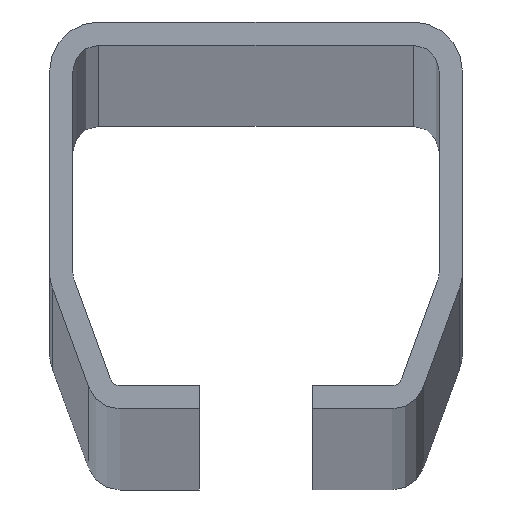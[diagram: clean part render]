
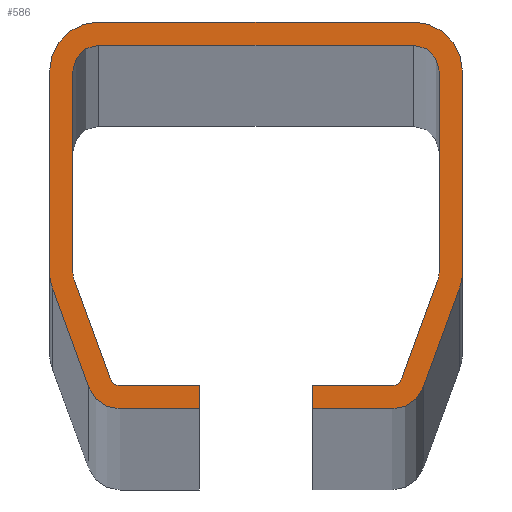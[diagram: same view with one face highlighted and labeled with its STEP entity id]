
A CAD part, top view. The second image highlights one B-rep face of the part: STEP entity #586.
In plain terms, the highlighted planar face has unit normal (0, 0, 1).
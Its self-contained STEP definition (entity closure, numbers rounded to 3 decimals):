
#32=PLANE('',#660);
#62=FACE_OUTER_BOUND('',#92,.T.);
#92=EDGE_LOOP('',(#517,#518,#519,#520,#521,#522,#523,#524,#525,#526,#527,
#528,#529,#530,#531,#532,#533,#534,#535,#536,#537,#538,#539,#540,#541,#542,
#543,#544));
#97=LINE('',#846,#157);
#115=LINE('',#906,#175);
#118=LINE('',#914,#178);
#121=LINE('',#923,#181);
#128=LINE('',#942,#188);
#131=LINE('',#950,#191);
#134=LINE('',#958,#194);
#137=LINE('',#966,#197);
#140=LINE('',#974,#200);
#143=LINE('',#982,#203);
#144=LINE('',#986,#204);
#147=LINE('',#990,#207);
#148=LINE('',#992,#208);
#149=LINE('',#995,#209);
#151=LINE('',#998,#211);
#152=LINE('',#1000,#212);
#157=VECTOR('',#675,10.);
#175=VECTOR('',#723,10.);
#178=VECTOR('',#732,10.);
#181=VECTOR('',#741,10.);
#188=VECTOR('',#762,10.);
#191=VECTOR('',#771,10.);
#194=VECTOR('',#780,10.);
#197=VECTOR('',#789,10.);
#200=VECTOR('',#798,10.);
#203=VECTOR('',#807,10.);
#204=VECTOR('',#810,10.);
#207=VECTOR('',#815,10.);
#208=VECTOR('',#818,10.);
#209=VECTOR('',#821,10.);
#211=VECTOR('',#825,10.);
#212=VECTOR('',#828,10.);
#213=CIRCLE('',#608,9.5);
#226=CIRCLE('',#624,9.5);
#227=CIRCLE('',#627,9.5);
#228=CIRCLE('',#630,9.5);
#229=CIRCLE('',#633,6.5);
#230=CIRCLE('',#635,6.5);
#231=CIRCLE('',#637,5.);
#232=CIRCLE('',#640,5.);
#233=CIRCLE('',#643,5.);
#234=CIRCLE('',#646,5.);
#235=CIRCLE('',#649,2.);
#236=CIRCLE('',#652,2.);
#237=VERTEX_POINT('',#833);
#238=VERTEX_POINT('',#834);
#242=VERTEX_POINT('',#844);
#268=VERTEX_POINT('',#900);
#269=VERTEX_POINT('',#904);
#270=VERTEX_POINT('',#908);
#271=VERTEX_POINT('',#912);
#272=VERTEX_POINT('',#916);
#273=VERTEX_POINT('',#917);
#274=VERTEX_POINT('',#922);
#275=VERTEX_POINT('',#926);
#276=VERTEX_POINT('',#930);
#277=VERTEX_POINT('',#934);
#278=VERTEX_POINT('',#936);
#279=VERTEX_POINT('',#940);
#280=VERTEX_POINT('',#944);
#281=VERTEX_POINT('',#946);
#282=VERTEX_POINT('',#952);
#283=VERTEX_POINT('',#954);
#284=VERTEX_POINT('',#960);
#285=VERTEX_POINT('',#962);
#286=VERTEX_POINT('',#968);
#287=VERTEX_POINT('',#970);
#288=VERTEX_POINT('',#976);
#289=VERTEX_POINT('',#980);
#290=VERTEX_POINT('',#984);
#291=VERTEX_POINT('',#985);
#292=VERTEX_POINT('',#994);
#293=EDGE_CURVE('',#237,#238,#213,.T.);
#299=EDGE_CURVE('',#242,#237,#97,.T.);
#326=EDGE_CURVE('',#268,#242,#226,.T.);
#329=EDGE_CURVE('',#269,#268,#115,.T.);
#330=EDGE_CURVE('',#270,#269,#227,.T.);
#333=EDGE_CURVE('',#271,#270,#118,.T.);
#334=EDGE_CURVE('',#272,#273,#228,.T.);
#337=EDGE_CURVE('',#273,#274,#121,.T.);
#339=EDGE_CURVE('',#274,#275,#229,.T.);
#341=EDGE_CURVE('',#276,#271,#230,.T.);
#344=EDGE_CURVE('',#277,#278,#231,.T.);
#347=EDGE_CURVE('',#279,#277,#128,.T.);
#349=EDGE_CURVE('',#280,#281,#232,.T.);
#351=EDGE_CURVE('',#278,#280,#131,.T.);
#353=EDGE_CURVE('',#282,#283,#233,.T.);
#355=EDGE_CURVE('',#281,#282,#134,.T.);
#357=EDGE_CURVE('',#284,#285,#234,.T.);
#359=EDGE_CURVE('',#283,#284,#137,.T.);
#361=EDGE_CURVE('',#286,#287,#235,.T.);
#363=EDGE_CURVE('',#285,#286,#140,.T.);
#365=EDGE_CURVE('',#288,#279,#236,.T.);
#367=EDGE_CURVE('',#289,#288,#143,.T.);
#368=EDGE_CURVE('',#290,#291,#144,.T.);
#371=EDGE_CURVE('',#291,#276,#147,.T.);
#372=EDGE_CURVE('',#238,#272,#148,.T.);
#373=EDGE_CURVE('',#275,#292,#149,.T.);
#375=EDGE_CURVE('',#292,#289,#151,.T.);
#376=EDGE_CURVE('',#287,#290,#152,.T.);
#517=ORIENTED_EDGE('',*,*,#293,.F.);
#518=ORIENTED_EDGE('',*,*,#299,.F.);
#519=ORIENTED_EDGE('',*,*,#326,.F.);
#520=ORIENTED_EDGE('',*,*,#329,.F.);
#521=ORIENTED_EDGE('',*,*,#330,.F.);
#522=ORIENTED_EDGE('',*,*,#333,.F.);
#523=ORIENTED_EDGE('',*,*,#341,.F.);
#524=ORIENTED_EDGE('',*,*,#371,.F.);
#525=ORIENTED_EDGE('',*,*,#368,.F.);
#526=ORIENTED_EDGE('',*,*,#376,.F.);
#527=ORIENTED_EDGE('',*,*,#361,.F.);
#528=ORIENTED_EDGE('',*,*,#363,.F.);
#529=ORIENTED_EDGE('',*,*,#357,.F.);
#530=ORIENTED_EDGE('',*,*,#359,.F.);
#531=ORIENTED_EDGE('',*,*,#353,.F.);
#532=ORIENTED_EDGE('',*,*,#355,.F.);
#533=ORIENTED_EDGE('',*,*,#349,.F.);
#534=ORIENTED_EDGE('',*,*,#351,.F.);
#535=ORIENTED_EDGE('',*,*,#344,.F.);
#536=ORIENTED_EDGE('',*,*,#347,.F.);
#537=ORIENTED_EDGE('',*,*,#365,.F.);
#538=ORIENTED_EDGE('',*,*,#367,.F.);
#539=ORIENTED_EDGE('',*,*,#375,.F.);
#540=ORIENTED_EDGE('',*,*,#373,.F.);
#541=ORIENTED_EDGE('',*,*,#339,.F.);
#542=ORIENTED_EDGE('',*,*,#337,.F.);
#543=ORIENTED_EDGE('',*,*,#334,.F.);
#544=ORIENTED_EDGE('',*,*,#372,.F.);
#586=ADVANCED_FACE('',(#62),#32,.T.);
#608=AXIS2_PLACEMENT_3D('',#835,#665,#666);
#624=AXIS2_PLACEMENT_3D('',#901,#717,#718);
#627=AXIS2_PLACEMENT_3D('',#909,#726,#727);
#630=AXIS2_PLACEMENT_3D('',#918,#735,#736);
#633=AXIS2_PLACEMENT_3D('',#927,#745,#746);
#635=AXIS2_PLACEMENT_3D('',#931,#750,#751);
#637=AXIS2_PLACEMENT_3D('',#937,#756,#757);
#640=AXIS2_PLACEMENT_3D('',#947,#766,#767);
#643=AXIS2_PLACEMENT_3D('',#955,#775,#776);
#646=AXIS2_PLACEMENT_3D('',#963,#784,#785);
#649=AXIS2_PLACEMENT_3D('',#971,#793,#794);
#652=AXIS2_PLACEMENT_3D('',#978,#802,#803);
#660=AXIS2_PLACEMENT_3D('',#1001,#829,#830);
#665=DIRECTION('center_axis',(0.,0.,-1.));
#666=DIRECTION('ref_axis',(0.707,0.707,0.));
#675=DIRECTION('',(1.,0.,0.));
#717=DIRECTION('center_axis',(0.,0.,-1.));
#718=DIRECTION('ref_axis',(-0.707,0.707,0.));
#723=DIRECTION('',(0.,1.,0.));
#726=DIRECTION('center_axis',(0.,0.,-1.));
#727=DIRECTION('ref_axis',(-0.985,-0.174,0.));
#732=DIRECTION('',(-0.342,0.94,0.));
#735=DIRECTION('center_axis',(0.,0.,-1.));
#736=DIRECTION('ref_axis',(0.985,-0.174,0.));
#741=DIRECTION('',(-0.342,-0.94,0.));
#745=DIRECTION('center_axis',(0.,0.,-1.));
#746=DIRECTION('ref_axis',(0.574,-0.819,0.));
#750=DIRECTION('center_axis',(0.,0.,-1.));
#751=DIRECTION('ref_axis',(-0.574,-0.819,0.));
#756=DIRECTION('center_axis',(0.,0.,1.));
#757=DIRECTION('ref_axis',(0.985,-0.174,0.));
#762=DIRECTION('',(0.342,0.94,0.));
#766=DIRECTION('center_axis',(0.,0.,1.));
#767=DIRECTION('ref_axis',(0.707,0.707,0.));
#771=DIRECTION('',(0.,1.,0.));
#775=DIRECTION('center_axis',(0.,0.,1.));
#776=DIRECTION('ref_axis',(-0.707,0.707,0.));
#780=DIRECTION('',(-1.,0.,0.));
#784=DIRECTION('center_axis',(0.,0.,1.));
#785=DIRECTION('ref_axis',(-0.985,-0.174,0.));
#789=DIRECTION('',(0.,-1.,0.));
#793=DIRECTION('center_axis',(0.,0.,1.));
#794=DIRECTION('ref_axis',(-0.574,-0.819,0.));
#798=DIRECTION('',(0.342,-0.94,0.));
#802=DIRECTION('center_axis',(0.,0.,1.));
#803=DIRECTION('ref_axis',(0.574,-0.819,0.));
#807=DIRECTION('',(1.,0.,0.));
#810=DIRECTION('',(0.,-1.,0.));
#815=DIRECTION('',(-1.,0.,0.));
#818=DIRECTION('',(0.,-1.,0.));
#821=DIRECTION('',(-1.,0.,0.));
#825=DIRECTION('',(0.,1.,0.));
#828=DIRECTION('',(1.,0.,0.));
#829=DIRECTION('center_axis',(0.,0.,1.));
#830=DIRECTION('ref_axis',(1.,0.,0.));
#833=CARTESIAN_POINT('',(30.5,75.,9000.));
#834=CARTESIAN_POINT('',(40.,65.5,9000.));
#835=CARTESIAN_POINT('Origin',(30.5,65.5,9000.));
#844=CARTESIAN_POINT('',(-30.5,75.,9000.));
#846=CARTESIAN_POINT('',(40.,75.,9000.));
#900=CARTESIAN_POINT('',(-40.,65.5,9000.));
#901=CARTESIAN_POINT('Origin',(-30.5,65.5,9000.));
#904=CARTESIAN_POINT('',(-40.,26.675,9000.));
#906=CARTESIAN_POINT('',(-40.,75.,9000.));
#908=CARTESIAN_POINT('',(-39.427,23.426,9000.));
#909=CARTESIAN_POINT('Origin',(-30.5,26.675,9000.));
#912=CARTESIAN_POINT('',(-32.457,4.277,9000.));
#914=CARTESIAN_POINT('',(-40.,25.,9000.));
#916=CARTESIAN_POINT('',(40.,26.675,9000.));
#917=CARTESIAN_POINT('',(39.427,23.426,9000.));
#918=CARTESIAN_POINT('Origin',(30.5,26.675,9000.));
#922=CARTESIAN_POINT('',(32.457,4.277,9000.));
#923=CARTESIAN_POINT('',(30.901,0.,9000.));
#926=CARTESIAN_POINT('',(26.349,0.,9000.));
#927=CARTESIAN_POINT('Origin',(26.349,6.5,9000.));
#930=CARTESIAN_POINT('',(-26.349,0.,9000.));
#931=CARTESIAN_POINT('Origin',(-26.349,6.5,9000.));
#934=CARTESIAN_POINT('',(35.198,24.965,9000.));
#936=CARTESIAN_POINT('',(35.5,26.675,9000.));
#937=CARTESIAN_POINT('Origin',(30.5,26.675,9000.));
#940=CARTESIAN_POINT('',(28.229,5.816,9000.));
#942=CARTESIAN_POINT('',(35.5,25.793,9000.));
#944=CARTESIAN_POINT('',(35.5,65.5,9000.));
#946=CARTESIAN_POINT('',(30.5,70.5,9000.));
#947=CARTESIAN_POINT('Origin',(30.5,65.5,9000.));
#950=CARTESIAN_POINT('',(35.5,70.5,9000.));
#952=CARTESIAN_POINT('',(-30.5,70.5,9000.));
#954=CARTESIAN_POINT('',(-35.5,65.5,9000.));
#955=CARTESIAN_POINT('Origin',(-30.5,65.5,9000.));
#958=CARTESIAN_POINT('',(-35.5,70.5,9000.));
#960=CARTESIAN_POINT('',(-35.5,26.675,9000.));
#962=CARTESIAN_POINT('',(-35.198,24.965,9000.));
#963=CARTESIAN_POINT('Origin',(-30.5,26.675,9000.));
#966=CARTESIAN_POINT('',(-35.5,25.793,9000.));
#968=CARTESIAN_POINT('',(-28.229,5.816,9000.));
#970=CARTESIAN_POINT('',(-26.349,4.5,9000.));
#971=CARTESIAN_POINT('Origin',(-26.349,6.5,9000.));
#974=CARTESIAN_POINT('',(-27.75,4.5,9000.));
#976=CARTESIAN_POINT('',(26.349,4.5,9000.));
#978=CARTESIAN_POINT('Origin',(26.349,6.5,9000.));
#980=CARTESIAN_POINT('',(11.,4.5,9000.));
#982=CARTESIAN_POINT('',(27.75,4.5,9000.));
#984=CARTESIAN_POINT('',(-11.,4.5,9000.));
#985=CARTESIAN_POINT('',(-11.,0.,9000.));
#986=CARTESIAN_POINT('',(-11.,0.,9000.));
#990=CARTESIAN_POINT('',(-30.901,0.,9000.));
#992=CARTESIAN_POINT('',(40.,25.,9000.));
#994=CARTESIAN_POINT('',(11.,0.,9000.));
#995=CARTESIAN_POINT('',(11.,0.,9000.));
#998=CARTESIAN_POINT('',(11.,4.5,9000.));
#1000=CARTESIAN_POINT('',(-11.,4.5,9000.));
#1001=CARTESIAN_POINT('Origin',(0.,41.886,
9000.));
